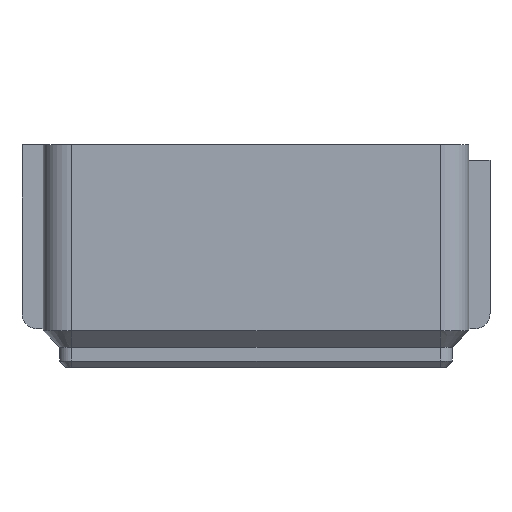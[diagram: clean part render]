
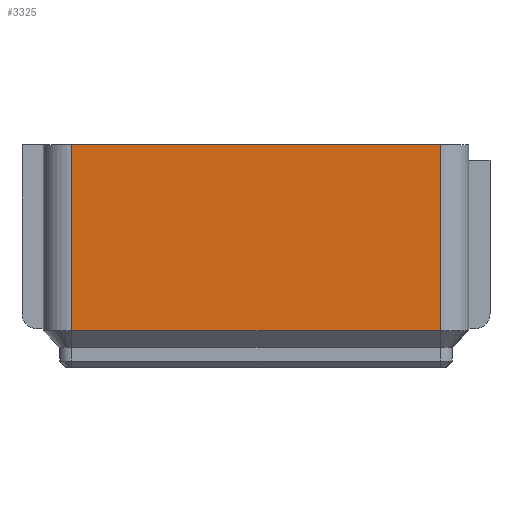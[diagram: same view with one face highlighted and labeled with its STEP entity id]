
A CAD part, left-side view. The second image highlights one B-rep face of the part: STEP entity #3325.
In plain terms, the highlighted planar face has unit normal (-1, 0, 0).
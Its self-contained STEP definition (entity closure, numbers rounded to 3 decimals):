
#152=PLANE('',#3653);
#280=LINE('',#5079,#623);
#457=LINE('',#5552,#800);
#500=LINE('',#5711,#843);
#501=LINE('',#5713,#844);
#623=VECTOR('',#3935,10.);
#800=VECTOR('',#4402,10.);
#843=VECTOR('',#4623,10.);
#844=VECTOR('',#4626,10.);
#1084=FACE_OUTER_BOUND('',#1276,.T.);
#1276=EDGE_LOOP('',(#3130,#3131,#3132,#3133));
#1521=VERTEX_POINT('',#5076);
#1522=VERTEX_POINT('',#5078);
#1672=VERTEX_POINT('',#5547);
#1673=VERTEX_POINT('',#5551);
#1860=EDGE_CURVE('',#1522,#1521,#280,.T.);
#2100=EDGE_CURVE('',#1673,#1672,#457,.T.);
#2178=EDGE_CURVE('',#1522,#1673,#500,.T.);
#2179=EDGE_CURVE('',#1672,#1521,#501,.T.);
#3130=ORIENTED_EDGE('',*,*,#2178,.F.);
#3131=ORIENTED_EDGE('',*,*,#1860,.T.);
#3132=ORIENTED_EDGE('',*,*,#2179,.F.);
#3133=ORIENTED_EDGE('',*,*,#2100,.F.);
#3325=ADVANCED_FACE('',(#1084),#152,.T.);
#3653=AXIS2_PLACEMENT_3D('',#5712,#4624,#4625);
#3935=DIRECTION('',(0.,1.,0.));
#4402=DIRECTION('',(0.,1.,0.));
#4623=DIRECTION('',(0.,0.,-1.));
#4624=DIRECTION('center_axis',(-1.,0.,0.));
#4625=DIRECTION('ref_axis',(0.,-1.,0.));
#4626=DIRECTION('',(0.,0.,1.));
#5076=CARTESIAN_POINT('',(0.,51.75,24.));
#5078=CARTESIAN_POINT('',(0.,3.75,24.));
#5079=CARTESIAN_POINT('',(0.,41.625,24.));
#5547=CARTESIAN_POINT('',(0.,51.75,-0.25));
#5551=CARTESIAN_POINT('',(0.,3.75,-0.25));
#5552=CARTESIAN_POINT('',(0.,8.75,-0.25));
#5711=CARTESIAN_POINT('',(0.,3.75,0.));
#5712=CARTESIAN_POINT('Origin',(0.,55.5,0.));
#5713=CARTESIAN_POINT('',(0.,51.75,0.));
